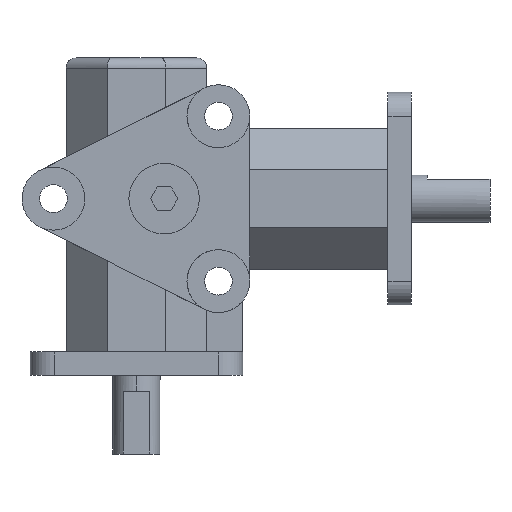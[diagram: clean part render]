
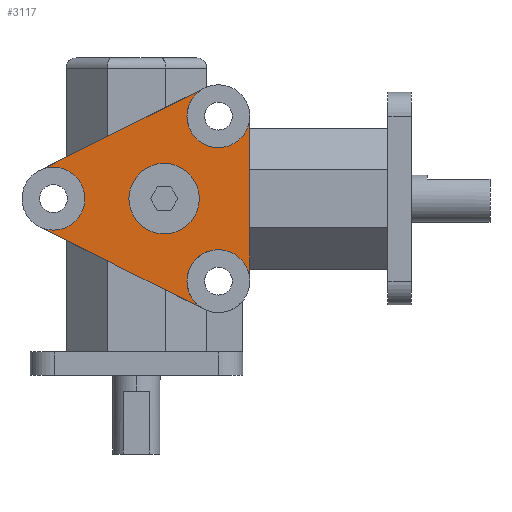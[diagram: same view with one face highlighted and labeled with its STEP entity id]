
A CAD part, front view. The second image highlights one B-rep face of the part: STEP entity #3117.
In plain terms, the highlighted planar face has unit normal (0, -1, 0).
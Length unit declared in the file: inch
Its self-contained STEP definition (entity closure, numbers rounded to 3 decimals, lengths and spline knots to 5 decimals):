
#635=DIRECTION('',(0.,0.,1.));
#636=VECTOR('',#635,1.312);
#637=CARTESIAN_POINT('',(-3.06612,15.1075,-12.83813));
#638=LINE('',#637,#636);
#683=CARTESIAN_POINT('',(-4.62812,15.1075,-12.18213));
#684=DIRECTION('',(0.,-1.,0.));
#685=DIRECTION('',(-0.447,0.,-0.894));
#686=AXIS2_PLACEMENT_3D('',#683,#684,#685);
#688=CARTESIAN_POINT('',(-4.62812,15.1075,-12.18213));
#689=DIRECTION('',(0.,-1.,0.));
#690=DIRECTION('',(0.,0.,-1.));
#691=AXIS2_PLACEMENT_3D('',#688,#689,#690);
#693=CARTESIAN_POINT('',(-4.62812,15.1075,-12.18213));
#694=DIRECTION('',(0.,-1.,0.));
#695=DIRECTION('',(0.,0.,1.));
#696=AXIS2_PLACEMENT_3D('',#693,#694,#695);
#698=DIRECTION('',(0.894,0.,0.447));
#699=VECTOR('',#698,1.46686);
#700=CARTESIAN_POINT('',(-4.73992,15.1075,-11.95853));
#701=LINE('',#700,#699);
#702=CARTESIAN_POINT('',(-3.31612,15.1075,-11.52613));
#703=DIRECTION('',(0.,-1.,0.));
#704=DIRECTION('',(-0.447,0.,0.894));
#705=AXIS2_PLACEMENT_3D('',#702,#703,#704);
#707=CARTESIAN_POINT('',(-3.31612,15.1075,-11.52613));
#708=DIRECTION('',(0.,-1.,0.));
#709=DIRECTION('',(0.,0.,-1.));
#710=AXIS2_PLACEMENT_3D('',#707,#708,#709);
#712=CARTESIAN_POINT('',(-3.31612,15.1075,-12.83813));
#713=DIRECTION('',(0.,-1.,0.));
#714=DIRECTION('',(1.,0.,0.));
#715=AXIS2_PLACEMENT_3D('',#712,#713,#714);
#717=CARTESIAN_POINT('',(-3.31612,15.1075,-12.83813));
#718=DIRECTION('',(0.,-1.,0.));
#719=DIRECTION('',(0.,0.,1.));
#720=AXIS2_PLACEMENT_3D('',#717,#718,#719);
#722=DIRECTION('',(-0.894,0.,0.447));
#723=VECTOR('',#722,1.46686);
#724=CARTESIAN_POINT('',(-3.42792,15.1075,-13.06174));
#725=LINE('',#724,#723);
#726=CARTESIAN_POINT('',(-3.74812,15.1075,-12.18213));
#727=DIRECTION('',(0.,-1.,0.));
#728=DIRECTION('',(0.,0.,1.));
#729=AXIS2_PLACEMENT_3D('',#726,#727,#728);
#731=CARTESIAN_POINT('',(-3.74812,15.1075,-12.18213));
#732=DIRECTION('',(0.,-1.,0.));
#733=DIRECTION('',(0.,0.,-1.));
#734=AXIS2_PLACEMENT_3D('',#731,#732,#733);
#1609=CARTESIAN_POINT('',(-3.06612,15.1075,
-11.52613));
#1611=VERTEX_POINT('',#1609);
#1619=CARTESIAN_POINT('',(-3.31612,15.1075,
-11.77613));
#1620=VERTEX_POINT('',#1619);
#1622=CARTESIAN_POINT('',(-3.42792,15.1075,
-11.30253));
#1624=VERTEX_POINT('',#1622);
#1635=CARTESIAN_POINT('',(-4.73992,15.1075,
-12.40574));
#1636=CARTESIAN_POINT('',(-4.62812,15.1075,
-12.43213));
#1637=VERTEX_POINT('',#1635);
#1638=VERTEX_POINT('',#1636);
#1639=CARTESIAN_POINT('',(-4.62812,15.1075,
-11.93213));
#1640=VERTEX_POINT('',#1639);
#1641=CARTESIAN_POINT('',(-4.73992,15.1075,
-11.95853));
#1642=VERTEX_POINT('',#1641);
#1643=CARTESIAN_POINT('',(-3.06612,15.1075,
-12.83813));
#1644=VERTEX_POINT('',#1643);
#1645=CARTESIAN_POINT('',(-3.31612,15.1075,
-12.58813));
#1646=VERTEX_POINT('',#1645);
#1647=CARTESIAN_POINT('',(-3.42792,15.1075,
-13.06174));
#1648=VERTEX_POINT('',#1647);
#1649=CARTESIAN_POINT('',(-3.74812,15.1075,
-11.90213));
#1650=CARTESIAN_POINT('',(-3.74812,15.1075,
-12.46213));
#1651=VERTEX_POINT('',#1649);
#1652=VERTEX_POINT('',#1650);
#3088=CARTESIAN_POINT('',(-3.90302,15.1075,
-12.18213));
#3089=DIRECTION('',(0.,1.,0.));
#3090=DIRECTION('',(0.,0.,1.));
#3091=AXIS2_PLACEMENT_3D('',#3088,#3089,#3090);
#3092=PLANE('',#3091);
#3094=ORIENTED_EDGE('',*,*,#3093,.T.);
#3096=ORIENTED_EDGE('',*,*,#3095,.T.);
#3098=ORIENTED_EDGE('',*,*,#3097,.T.);
#3100=ORIENTED_EDGE('',*,*,#3099,.T.);
#3102=ORIENTED_EDGE('',*,*,#3101,.T.);
#3104=ORIENTED_EDGE('',*,*,#3103,.T.);
#3105=ORIENTED_EDGE('',*,*,#3054,.F.);
#3106=ORIENTED_EDGE('',*,*,#2876,.T.);
#3107=ORIENTED_EDGE('',*,*,#2852,.T.);
#3108=ORIENTED_EDGE('',*,*,#2829,.T.);
#3109=EDGE_LOOP('',(#3094,#3096,#3098,#3100,#3102,#3104,#3105,#3106,#3107,
#3108));
#3110=FACE_OUTER_BOUND('',#3109,.F.);
#3112=ORIENTED_EDGE('',*,*,#3111,.T.);
#3114=ORIENTED_EDGE('',*,*,#3113,.T.);
#3115=EDGE_LOOP('',(#3112,#3114));
#3116=FACE_BOUND('',#3115,.F.);
#687=CIRCLE('',#686,0.25);
#692=CIRCLE('',#691,0.25);
#697=CIRCLE('',#696,0.25);
#706=CIRCLE('',#705,0.25);
#711=CIRCLE('',#710,0.25);
#716=CIRCLE('',#715,0.25);
#721=CIRCLE('',#720,0.25);
#730=CIRCLE('',#729,0.28);
#735=CIRCLE('',#734,0.28);
#2829=EDGE_CURVE('',#1648,#1637,#725,.T.);
#2852=EDGE_CURVE('',#1646,#1648,#721,.T.);
#2876=EDGE_CURVE('',#1644,#1646,#716,.T.);
#3054=EDGE_CURVE('',#1644,#1611,#638,.T.);
#3093=EDGE_CURVE('',#1637,#1638,#687,.T.);
#3095=EDGE_CURVE('',#1638,#1640,#692,.T.);
#3097=EDGE_CURVE('',#1640,#1642,#697,.T.);
#3099=EDGE_CURVE('',#1642,#1624,#701,.T.);
#3101=EDGE_CURVE('',#1624,#1620,#706,.T.);
#3103=EDGE_CURVE('',#1620,#1611,#711,.T.);
#3111=EDGE_CURVE('',#1651,#1652,#730,.T.);
#3113=EDGE_CURVE('',#1652,#1651,#735,.T.);
#3117=ADVANCED_FACE('',(#3110,#3116),#3092,.F.);
